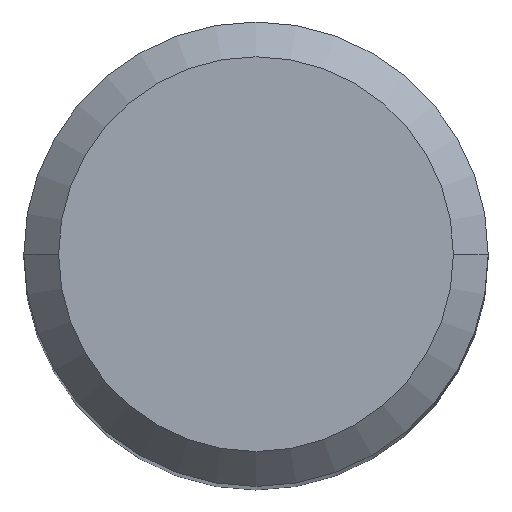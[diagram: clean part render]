
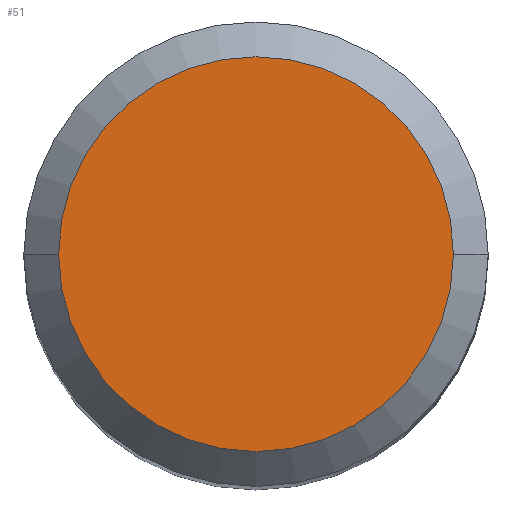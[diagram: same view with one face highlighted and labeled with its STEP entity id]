
A CAD part, top view. The second image highlights one B-rep face of the part: STEP entity #51.
In plain terms, the highlighted planar face has unit normal (0, 0, 1).
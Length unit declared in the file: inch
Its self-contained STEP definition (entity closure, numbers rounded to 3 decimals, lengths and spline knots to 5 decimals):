
#12 = AXIS2_PLACEMENT_3D ( 'NONE', #373, #444, #188 ) ;
#21 = CARTESIAN_POINT ( 'NONE',  ( 0., 0., 0. ) ) ;
#36 = DIRECTION ( 'NONE',  ( 0., 0., 1. ) ) ;
#47 = CIRCLE ( 'NONE', #199, 0.13387 ) ;
#51 = ADVANCED_FACE ( 'NONE', ( #69 ), #448, .F. ) ;
#69 = FACE_OUTER_BOUND ( 'NONE', #344, .T. ) ;
#78 = DIRECTION ( 'NONE',  ( 1., 0., 0. ) ) ;
#138 = AXIS2_PLACEMENT_3D ( 'NONE', #419, #36, #78 ) ;
#140 = VERTEX_POINT ( 'NONE', #366 ) ;
#188 = DIRECTION ( 'NONE',  ( -1., 0., 0. ) ) ;
#193 = ORIENTED_EDGE ( 'NONE', *, *, #255, .T. ) ;
#199 = AXIS2_PLACEMENT_3D ( 'NONE', #21, #394, #389 ) ;
#255 = EDGE_CURVE ( 'NONE', #326, #140, #437, .T. ) ;
#316 = CARTESIAN_POINT ( 'NONE',  ( 0.13387, 0., 0. ) ) ;
#326 = VERTEX_POINT ( 'NONE', #316 ) ;
#344 = EDGE_LOOP ( 'NONE', ( #382, #193 ) ) ;
#349 = EDGE_CURVE ( 'NONE', #140, #326, #47, .T. ) ;
#366 = CARTESIAN_POINT ( 'NONE',  ( -0.13387, 0., 0. ) ) ;
#373 = CARTESIAN_POINT ( 'NONE',  ( 0., 0., 0. ) ) ;
#382 = ORIENTED_EDGE ( 'NONE', *, *, #349, .T. ) ;
#389 = DIRECTION ( 'NONE',  ( 1., 0., 0. ) ) ;
#394 = DIRECTION ( 'NONE',  ( 0., 0., 1. ) ) ;
#419 = CARTESIAN_POINT ( 'NONE',  ( 0., 0., 0. ) ) ;
#437 = CIRCLE ( 'NONE', #138, 0.13387 ) ;
#444 = DIRECTION ( 'NONE',  ( 0., 0., -1. ) ) ;
#448 = PLANE ( 'NONE',  #12 ) ;
